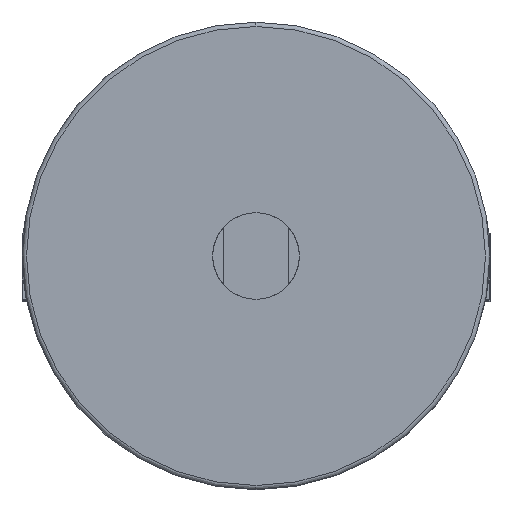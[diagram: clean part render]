
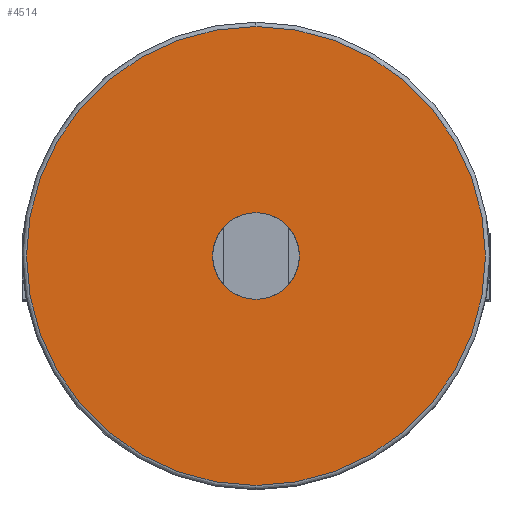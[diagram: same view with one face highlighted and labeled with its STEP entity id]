
A CAD part, left-side view. The second image highlights one B-rep face of the part: STEP entity #4514.
In plain terms, the highlighted planar face has unit normal (-1, 0, 0).
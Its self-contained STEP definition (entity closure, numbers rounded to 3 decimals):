
#544 = CARTESIAN_POINT ( 'NONE',  ( -475., 0., -53. ) ) ;
#908 = CARTESIAN_POINT ( 'NONE',  ( -475., 54., 0. ) ) ;
#1063 = CIRCLE ( 'NONE', #13904, 53. ) ;
#1448 = CIRCLE ( 'NONE', #6939, 10. ) ;
#1738 = AXIS2_PLACEMENT_3D ( 'NONE', #908, #4681, #2193 ) ;
#2005 = CARTESIAN_POINT ( 'NONE',  ( -475., 0., 0. ) ) ;
#2193 = DIRECTION ( 'NONE',  ( 0., 0., 1. ) ) ;
#2248 = CARTESIAN_POINT ( 'NONE',  ( -475., 0., 0. ) ) ;
#2631 = DIRECTION ( 'NONE',  ( -1., 0., 0. ) ) ;
#2918 = DIRECTION ( 'NONE',  ( -1., 0., 0. ) ) ;
#3057 = EDGE_CURVE ( 'NONE', #3433, #9669, #7662, .T. ) ;
#3277 = DIRECTION ( 'NONE',  ( 0., 0., 1. ) ) ;
#3384 = AXIS2_PLACEMENT_3D ( 'NONE', #2248, #10964, #3519 ) ;
#3433 = VERTEX_POINT ( 'NONE', #544 ) ;
#3519 = DIRECTION ( 'NONE',  ( 0., 0., 1. ) ) ;
#3889 = EDGE_CURVE ( 'NONE', #13859, #4029, #11744, .T. ) ;
#4013 = AXIS2_PLACEMENT_3D ( 'NONE', #2005, #10724, #3277 ) ;
#4029 = VERTEX_POINT ( 'NONE', #14778 ) ;
#4514 = ADVANCED_FACE ( 'NONE', ( #8797, #5922 ), #8417, .T. ) ;
#4681 = DIRECTION ( 'NONE',  ( -1., 0., 0. ) ) ;
#5706 = EDGE_LOOP ( 'NONE', ( #10143, #10934 ) ) ;
#5900 = ORIENTED_EDGE ( 'NONE', *, *, #14181, .F. ) ;
#5922 = FACE_BOUND ( 'NONE', #12636, .T. ) ;
#6939 = AXIS2_PLACEMENT_3D ( 'NONE', #10370, #2918, #11626 ) ;
#7662 = CIRCLE ( 'NONE', #4013, 53. ) ;
#7867 = CARTESIAN_POINT ( 'NONE',  ( -475., 0., 53. ) ) ;
#8373 = EDGE_CURVE ( 'NONE', #9669, #3433, #1063, .T. ) ;
#8410 = ORIENTED_EDGE ( 'NONE', *, *, #3889, .F. ) ;
#8417 = PLANE ( 'NONE',  #1738 ) ;
#8797 = FACE_OUTER_BOUND ( 'NONE', #5706, .T. ) ;
#9669 = VERTEX_POINT ( 'NONE', #7867 ) ;
#10082 = CARTESIAN_POINT ( 'NONE',  ( -475., 0., 0. ) ) ;
#10143 = ORIENTED_EDGE ( 'NONE', *, *, #8373, .T. ) ;
#10370 = CARTESIAN_POINT ( 'NONE',  ( -475., 0., 0. ) ) ;
#10724 = DIRECTION ( 'NONE',  ( -1., 0., 0. ) ) ;
#10934 = ORIENTED_EDGE ( 'NONE', *, *, #3057, .T. ) ;
#10964 = DIRECTION ( 'NONE',  ( -1., 0., 0. ) ) ;
#11323 = DIRECTION ( 'NONE',  ( 0., 0., 1. ) ) ;
#11626 = DIRECTION ( 'NONE',  ( 0., 0., 1. ) ) ;
#11744 = CIRCLE ( 'NONE', #3384, 10. ) ;
#12207 = CARTESIAN_POINT ( 'NONE',  ( -475., 0., -10. ) ) ;
#12636 = EDGE_LOOP ( 'NONE', ( #8410, #5900 ) ) ;
#13859 = VERTEX_POINT ( 'NONE', #12207 ) ;
#13904 = AXIS2_PLACEMENT_3D ( 'NONE', #10082, #2631, #11323 ) ;
#14181 = EDGE_CURVE ( 'NONE', #4029, #13859, #1448, .T. ) ;
#14778 = CARTESIAN_POINT ( 'NONE',  ( -475., 0., 10. ) ) ;
